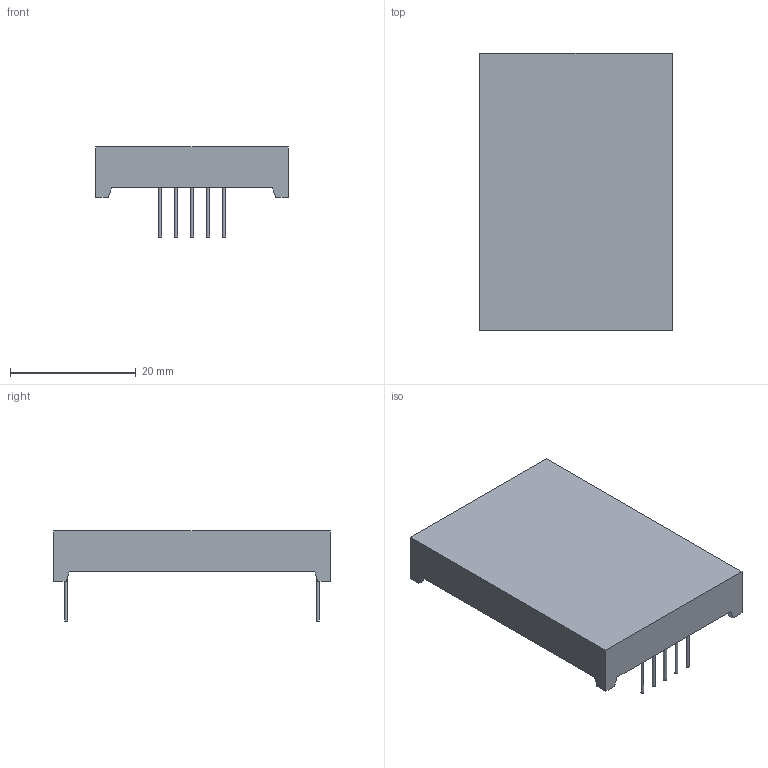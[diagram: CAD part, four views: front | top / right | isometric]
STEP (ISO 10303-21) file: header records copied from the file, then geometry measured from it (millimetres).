
FILE_DESCRIPTION(('FreeCAD Model'),'2;1');
FILE_NAME('Open CASCADE Shape Model','2025-03-24T01:58:18',(''),(''), 'Open CASCADE STEP processor 7.8','FreeCAD','Unknown');
FILE_SCHEMA(('AUTOMOTIVE_DESIGN { 1 0 10303 214 1 1 1 1 }'));
Length unit declared in the file: millimetre
Products named in the file (6): Unnamed; Pins; Pad; Package; Plane; Plane001
Assembly tree (14 placements, depth 3):
  Unnamed
    Pins
      Pad  x10
    Package
      Plane
      Plane001
Bounding box: 30.6 x 44 x 14.3 mm (x, y, z)
Volume: 15.7 mm3; surface area: 3842.8 mm2
Topology: 10 solids, 12 shells, 56 faces, 106 edges, 72 vertices
Faces by surface type: plane 46, cylinder 10
Full cylindrical faces by diameter (mm): 0.5 x10
Entity records: 1105 total; most frequent: CARTESIAN_POINT 177, DIRECTION 169, ORIENTED_EDGE 150, EDGE_CURVE 79, LINE 77, VECTOR 77, VERTEX_POINT 54, AXIS2_PLACEMENT_3D 46
